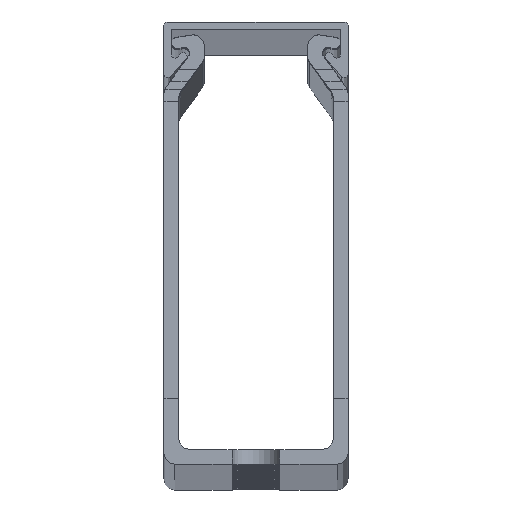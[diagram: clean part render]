
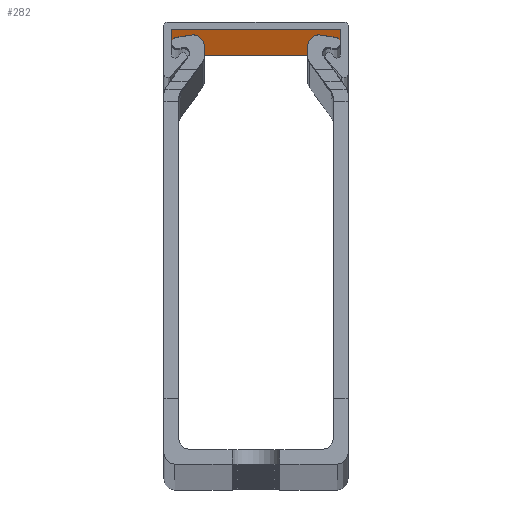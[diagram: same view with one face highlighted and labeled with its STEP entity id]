
A CAD part, top view. The second image highlights one B-rep face of the part: STEP entity #282.
In plain terms, the highlighted planar face has unit normal (0, -1, 0).
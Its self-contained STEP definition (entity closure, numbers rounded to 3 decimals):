
#134 = ORIENTED_EDGE ( 'NONE', *, *, #27247, .T. ) ;
#282 = ADVANCED_FACE ( 'NONE', ( #10579 ), #10920, .F. ) ;
#339 = CARTESIAN_POINT ( 'NONE',  ( 11.5, 59., -1000. ) ) ;
#612 = ORIENTED_EDGE ( 'NONE', *, *, #2311, .T. ) ;
#2048 = LINE ( 'NONE', #22168, #18197 ) ;
#2311 = EDGE_CURVE ( 'NONE', #30703, #24273, #2048, .T. ) ;
#2468 = EDGE_CURVE ( 'NONE', #5634, #30703, #8052, .T. ) ;
#2805 = DIRECTION ( 'NONE',  ( 1., 0., 0. ) ) ;
#4538 = VECTOR ( 'NONE', #2805, 1000. ) ;
#5147 = DIRECTION ( 'NONE',  ( -1., 0., 0. ) ) ;
#5634 = VERTEX_POINT ( 'NONE', #20964 ) ;
#6453 = ORIENTED_EDGE ( 'NONE', *, *, #11359, .F. ) ;
#8052 = LINE ( 'NONE', #10033, #30725 ) ;
#8128 = DIRECTION ( 'NONE',  ( 0., 1., 0. ) ) ;
#9833 = VECTOR ( 'NONE', #17238, 1000. ) ;
#10033 = CARTESIAN_POINT ( 'NONE',  ( -11.5, 59., 1000. ) ) ;
#10160 = LINE ( 'NONE', #12635, #4538 ) ;
#10579 = FACE_OUTER_BOUND ( 'NONE', #30289, .T. ) ;
#10920 = PLANE ( 'NONE',  #13716 ) ;
#11359 = EDGE_CURVE ( 'NONE', #5634, #17010, #19674, .T. ) ;
#12635 = CARTESIAN_POINT ( 'NONE',  ( -11.5, 59., -1000. ) ) ;
#12734 = DIRECTION ( 'NONE',  ( 0., 0., 1. ) ) ;
#13716 = AXIS2_PLACEMENT_3D ( 'NONE', #15688, #8128, #12734 ) ;
#15688 = CARTESIAN_POINT ( 'NONE',  ( -11.5, 59., 1026.373 ) ) ;
#17010 = VERTEX_POINT ( 'NONE', #339 ) ;
#17238 = DIRECTION ( 'NONE',  ( 0., 0., -1. ) ) ;
#18197 = VECTOR ( 'NONE', #29704, 1000. ) ;
#18330 = CARTESIAN_POINT ( 'NONE',  ( -11.5, 59., -1000. ) ) ;
#19674 = LINE ( 'NONE', #22286, #9833 ) ;
#20964 = CARTESIAN_POINT ( 'NONE',  ( 11.5, 59., 1000. ) ) ;
#22168 = CARTESIAN_POINT ( 'NONE',  ( -11.5, 59., 1026.373 ) ) ;
#22286 = CARTESIAN_POINT ( 'NONE',  ( 11.5, 59., 1026.373 ) ) ;
#24273 = VERTEX_POINT ( 'NONE', #18330 ) ;
#27203 = CARTESIAN_POINT ( 'NONE',  ( -11.5, 59., 1000. ) ) ;
#27247 = EDGE_CURVE ( 'NONE', #24273, #17010, #10160, .T. ) ;
#29704 = DIRECTION ( 'NONE',  ( 0., 0., -1. ) ) ;
#30289 = EDGE_LOOP ( 'NONE', ( #6453, #32045, #612, #134 ) ) ;
#30703 = VERTEX_POINT ( 'NONE', #27203 ) ;
#30725 = VECTOR ( 'NONE', #5147, 1000. ) ;
#32045 = ORIENTED_EDGE ( 'NONE', *, *, #2468, .T. ) ;
